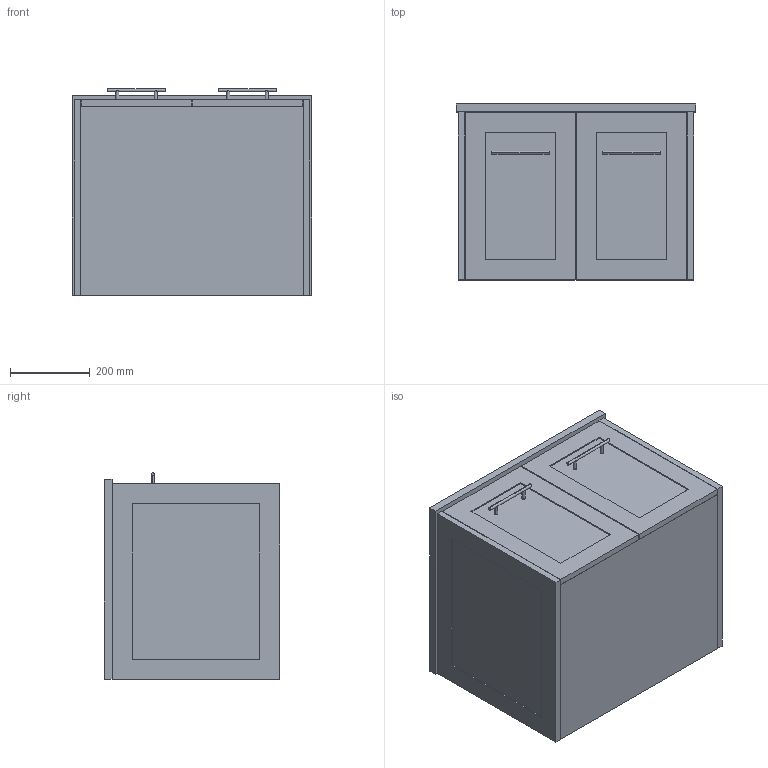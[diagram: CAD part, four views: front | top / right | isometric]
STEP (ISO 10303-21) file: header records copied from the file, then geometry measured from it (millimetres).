
FILE_DESCRIPTION (( 'STEP AP214' ), '1' );
FILE_NAME ('KL All Door 600WH.STEP', '2019-07-10T06:04:22', ( '' ), ( '' ), 'SwSTEP 2.0', 'SolidWorks 2015', '' );
FILE_SCHEMA (( 'AUTOMOTIVE_DESIGN' ));
Length unit declared in the file: millimetre
Products named in the file (3): KL All Door 600WH; Cross Bar 96
Assembly tree (3 placements, depth 2):
  KL All Door 600WH
    KL All Door 600WH
    Cross Bar 96  x2
Bounding box: 600 x 440 x 517 mm (x, y, z)
Volume: 26098281.4 mm3; surface area: 4254543.5 mm2
Topology: 8 solids, 8 shells, 93 faces, 204 edges, 136 vertices
Faces by surface type: plane 73, cylinder 20
Entity records: 2401 total; most frequent: CARTESIAN_POINT 413, DIRECTION 374, ORIENTED_EDGE 360, EDGE_CURVE 180, LINE 148, VECTOR 148, VERTEX_POINT 120, AXIS2_PLACEMENT_3D 113
